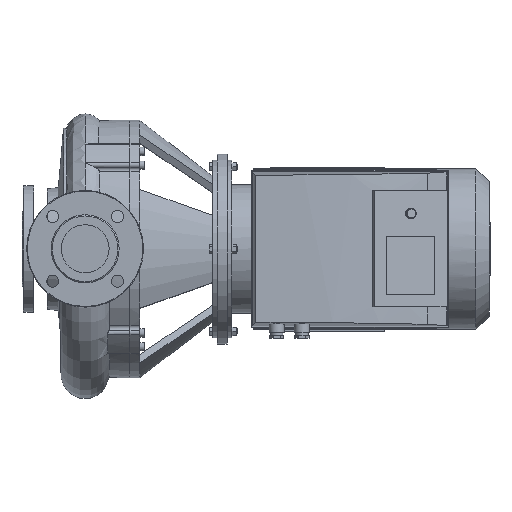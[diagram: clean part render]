
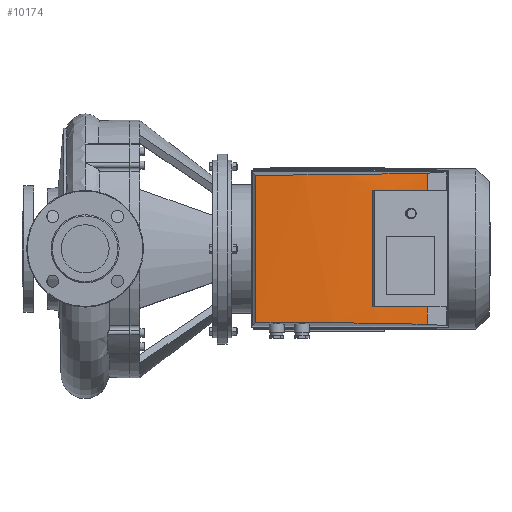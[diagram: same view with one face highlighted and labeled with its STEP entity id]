
A CAD part, top view. The second image highlights one B-rep face of the part: STEP entity #10174.
In plain terms, the highlighted cylindrical face has radius 1064.94 mm (diameter 2129.88 mm), a partial arc.
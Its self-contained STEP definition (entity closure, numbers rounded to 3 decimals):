
#64=ELLIPSE('',#11159,1069.008,1064.94);
#65=ELLIPSE('',#11160,1069.008,1064.94);
#918=LINE('',#21486,#1818);
#922=LINE('',#21494,#1822);
#923=LINE('',#21498,#1823);
#924=LINE('',#21501,#1824);
#1818=VECTOR('',#13926,10.);
#1822=VECTOR('',#13936,10.);
#1823=VECTOR('',#13939,10.);
#1824=VECTOR('',#13942,10.);
#3059=FACE_OUTER_BOUND('',#3775,.T.);
#3775=EDGE_LOOP('',(#9341,#9342,#9343,#9344,#9345,#9346,#9347,#9348));
#4228=CIRCLE('',#11152,1064.94);
#4229=CIRCLE('',#11154,1064.94);
#5144=VERTEX_POINT('',#21460);
#5145=VERTEX_POINT('',#21461);
#5150=VERTEX_POINT('',#21473);
#5151=VERTEX_POINT('',#21474);
#5156=VERTEX_POINT('',#21493);
#5157=VERTEX_POINT('',#21495);
#5158=VERTEX_POINT('',#21497);
#5159=VERTEX_POINT('',#21499);
#6544=EDGE_CURVE('',#5144,#5145,#4228,.T.);
#6550=EDGE_CURVE('',#5150,#5151,#4229,.T.);
#6556=EDGE_CURVE('',#5145,#5150,#918,.T.);
#6560=EDGE_CURVE('',#5151,#5156,#922,.T.);
#6561=EDGE_CURVE('',#5156,#5157,#64,.T.);
#6562=EDGE_CURVE('',#5158,#5157,#923,.T.);
#6563=EDGE_CURVE('',#5158,#5159,#65,.T.);
#6564=EDGE_CURVE('',#5159,#5144,#924,.T.);
#9341=ORIENTED_EDGE('',*,*,#6544,.T.);
#9342=ORIENTED_EDGE('',*,*,#6556,.T.);
#9343=ORIENTED_EDGE('',*,*,#6550,.T.);
#9344=ORIENTED_EDGE('',*,*,#6560,.T.);
#9345=ORIENTED_EDGE('',*,*,#6561,.T.);
#9346=ORIENTED_EDGE('',*,*,#6562,.F.);
#9347=ORIENTED_EDGE('',*,*,#6563,.T.);
#9348=ORIENTED_EDGE('',*,*,#6564,.T.);
#9617=CYLINDRICAL_SURFACE('',#11158,1064.94);
#10174=ADVANCED_FACE('',(#3059),#9617,.T.);
#11152=AXIS2_PLACEMENT_3D('',#21462,#13908,#13909);
#11154=AXIS2_PLACEMENT_3D('',#21475,#13917,#13918);
#11158=AXIS2_PLACEMENT_3D('',#21492,#13934,#13935);
#11159=AXIS2_PLACEMENT_3D('',#21496,#13937,#13938);
#11160=AXIS2_PLACEMENT_3D('',#21500,#13940,#13941);
#13908=DIRECTION('center_axis',(0.,-1.,0.));
#13909=DIRECTION('ref_axis',(0.,0.,
1.));
#13917=DIRECTION('center_axis',(0.,1.,0.));
#13918=DIRECTION('ref_axis',(0.,0.,
1.));
#13926=DIRECTION('',(0.,1.,0.));
#13934=DIRECTION('center_axis',(0.,1.,0.));
#13935=DIRECTION('ref_axis',(0.,0.,
1.));
#13936=DIRECTION('',(0.,1.,0.));
#13937=DIRECTION('center_axis',(0.,-0.996,-0.087));
#13938=DIRECTION('ref_axis',(0.,-0.087,0.996));
#13939=DIRECTION('',(0.,1.,0.));
#13940=DIRECTION('center_axis',(0.,0.996,-0.087));
#13941=DIRECTION('ref_axis',(0.,0.087,0.996));
#13942=DIRECTION('',(0.,1.,0.));
#21460=CARTESIAN_POINT('',(542.038,-92.,399.8));
#21461=CARTESIAN_POINT('',(455.098,-92.,418.879));
#21462=CARTESIAN_POINT('Origin',(270.5,-92.,-629.94));
#21473=CARTESIAN_POINT('',(455.098,92.,418.879));
#21474=CARTESIAN_POINT('',(542.038,92.,399.8));
#21475=CARTESIAN_POINT('Origin',(270.5,92.,-629.94));
#21486=CARTESIAN_POINT('',(455.098,0.,418.879));
#21492=CARTESIAN_POINT('Origin',(270.5,0.,-629.94));
#21493=CARTESIAN_POINT('',(542.038,119.69,399.8));
#21494=CARTESIAN_POINT('',(542.038,0.,399.8));
#21495=CARTESIAN_POINT('',(270.5,116.611,435.));
#21496=CARTESIAN_POINT('Origin',(270.5,209.781,-629.94));
#21497=CARTESIAN_POINT('',(270.5,-116.611,435.));
#21498=CARTESIAN_POINT('',(270.5,0.,435.));
#21499=CARTESIAN_POINT('',(542.038,-119.69,399.8));
#21500=CARTESIAN_POINT('Origin',(270.5,-209.781,-629.94));
#21501=CARTESIAN_POINT('',(542.038,0.,399.8));
